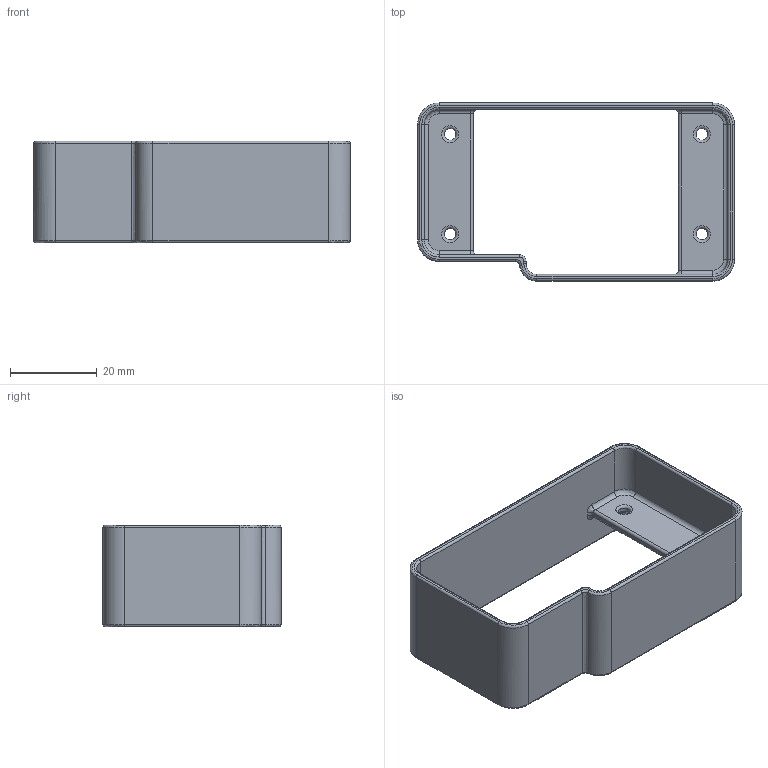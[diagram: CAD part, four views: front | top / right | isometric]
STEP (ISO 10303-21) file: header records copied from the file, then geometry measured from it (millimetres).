
FILE_DESCRIPTION(/* description */ (''),/* implementation_level */ '2;1');
FILE_NAME(/* name */ 'Case Ext.step',/* time_stamp */ '2023-08-14T17:09:09+01:00',/* author */ (''),/* organization */ (''),/* preprocessor_version */ 'ST-DEVELOPER v19.2',/* originating_system */ 'Autodesk Translation Framework v12.6.0.85',/* authorisation */ '');
FILE_SCHEMA (('AUTOMOTIVE_DESIGN { 1 0 10303 214 3 1 1 }'));
Length unit declared in the file: millimetre
Products named in the file (1): CaseExt
Bounding box: 73 x 41 x 23.4 mm (x, y, z)
Volume: 9031.5 mm3; surface area: 11811.2 mm2
Topology: 1 solids, 1 shells, 131 faces, 305 edges, 176 vertices
Faces by surface type: bspline 48, cylinder 46, plane 21, torus 16
Full cylindrical faces by diameter (mm): 2.7 x4
Entity records: 5932 total; most frequent: CARTESIAN_POINT 3094, ORIENTED_EDGE 610, DIRECTION 530, EDGE_CURVE 305, AXIS2_PLACEMENT_3D 206, VERTEX_POINT 176, EDGE_LOOP 141, FACE_OUTER_BOUND 131
